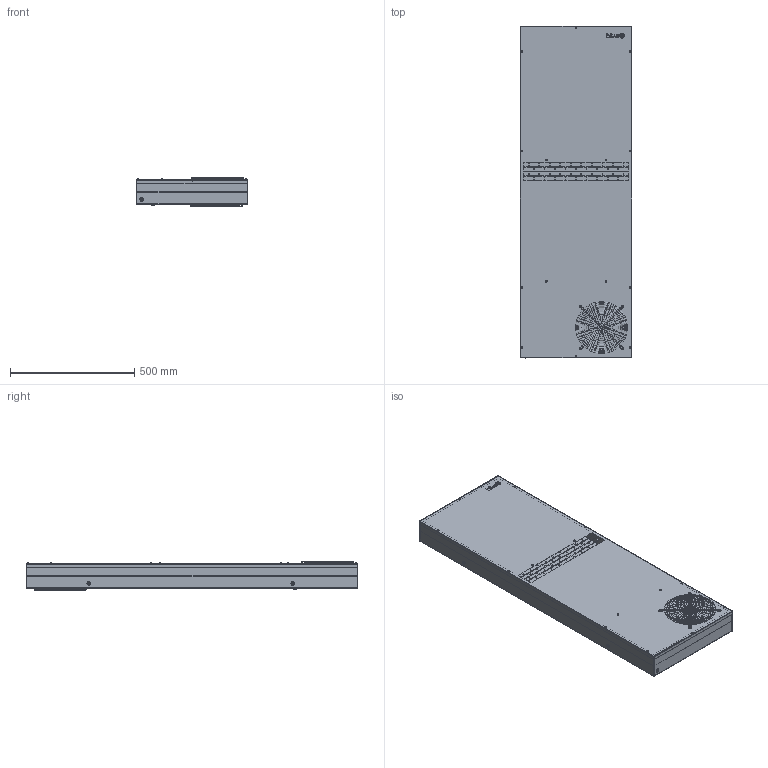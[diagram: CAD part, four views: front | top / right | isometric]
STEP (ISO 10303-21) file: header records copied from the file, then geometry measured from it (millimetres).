
FILE_DESCRIPTION (( 'STEP AP214' ), '1' );
FILE_NAME ('3114-2000-23-07.STEP', '2018-04-19T10:00:43', ( '' ), ( '' ), 'SwSTEP 2.0', 'SolidWorks 2017', '' );
FILE_SCHEMA (( 'AUTOMOTIVE_DESIGN' ));
Length unit declared in the file: millimetre
Products named in the file (8): 8101-0020-00-00~0; W0158232~0; 3114-2000-23-07; W0158304~0; 8000-7981-03-09; W0158263~0; 3114-4039-00-00~0; W0158261~0
Assembly tree (31 placements, depth 2):
  3114-2000-23-07
    W0158261~0
    W0158263~0
    8101-0020-00-00~0  x3
    3114-4039-00-00~0  x2
    8000-7981-03-09  x14
    W0158232~0  x8
    W0158304~0  x2
Bounding box: 448.5 x 1334 x 115.94 mm (x, y, z)
Volume: 1672205.2 mm3; surface area: 4294746.6 mm2
Topology: 31 solids, 31 shells, 2027 faces, 5915 edges, 3858 vertices
Faces by surface type: plane 1019, cylinder 662, torus 216, cone 66, bspline 36, sphere 28
Entity records: 51451 total; most frequent: CARTESIAN_POINT 16762, ORIENTED_EDGE 7294, DIRECTION 6935, EDGE_CURVE 3647, AXIS2_PLACEMENT_3D 2425, VERTEX_POINT 2410, LINE 2085, VECTOR 2085
